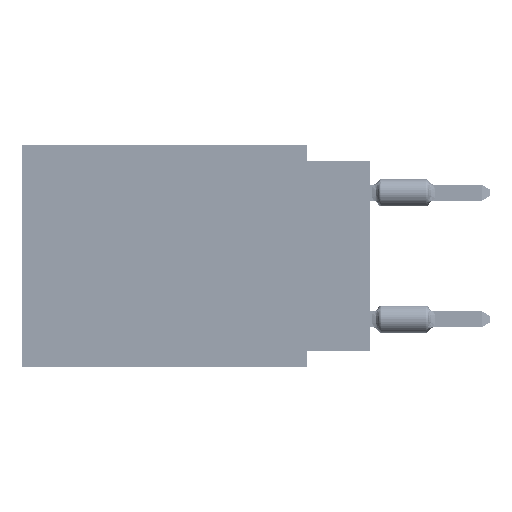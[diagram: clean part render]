
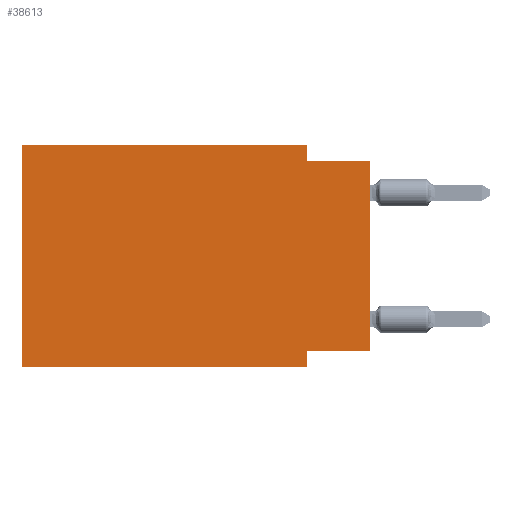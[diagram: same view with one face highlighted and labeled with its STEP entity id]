
A CAD part, left-side view. The second image highlights one B-rep face of the part: STEP entity #38613.
In plain terms, the highlighted planar face has unit normal (-1, 0, 0).
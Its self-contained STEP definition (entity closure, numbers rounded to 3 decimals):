
#502 = AXIS2_PLACEMENT_3D ( 'NONE', #50653, #24366, #33808 ) ;
#561 = LINE ( 'NONE', #19733, #1202 ) ;
#977 = EDGE_CURVE ( 'NONE', #13110, #22462, #10976, .T. ) ;
#1004 = CARTESIAN_POINT ( 'NONE',  ( 0., 2.54, 0. ) ) ;
#1202 = VECTOR ( 'NONE', #19132, 1000. ) ;
#2149 = CARTESIAN_POINT ( 'NONE',  ( 0., 0., -0.635 ) ) ;
#4059 = EDGE_LOOP ( 'NONE', ( #20662, #20831, #35397, #47311, #48409, #40778, #28212, #8991 ) ) ;
#4488 = VECTOR ( 'NONE', #8685, 1000. ) ;
#5808 = FACE_OUTER_BOUND ( 'NONE', #4059, .T. ) ;
#8685 = DIRECTION ( 'NONE',  ( 0., -1., 0. ) ) ;
#8991 = ORIENTED_EDGE ( 'NONE', *, *, #31618, .F. ) ;
#9132 = DIRECTION ( 'NONE',  ( 0., 0., -1. ) ) ;
#10976 = LINE ( 'NONE', #2149, #24484 ) ;
#12232 = CARTESIAN_POINT ( 'NONE',  ( 0., 13.97, -8.89 ) ) ;
#12529 = EDGE_CURVE ( 'NONE', #33079, #25948, #44791, .T. ) ;
#13110 = VERTEX_POINT ( 'NONE', #27879 ) ;
#15346 = CARTESIAN_POINT ( 'NONE',  ( 0., 0., -8.255 ) ) ;
#15787 = VECTOR ( 'NONE', #53639, 1000. ) ;
#16193 = DIRECTION ( 'NONE',  ( 0., 1., 0. ) ) ;
#16247 = CARTESIAN_POINT ( 'NONE',  ( 0., 2.54, -8.255 ) ) ;
#17833 = EDGE_CURVE ( 'NONE', #33079, #40854, #47056, .T. ) ;
#19132 = DIRECTION ( 'NONE',  ( 0., 0., 1. ) ) ;
#19733 = CARTESIAN_POINT ( 'NONE',  ( 0., 0., 0. ) ) ;
#20645 = EDGE_CURVE ( 'NONE', #25948, #55982, #37600, .T. ) ;
#20662 = ORIENTED_EDGE ( 'NONE', *, *, #27849, .T. ) ;
#20831 = ORIENTED_EDGE ( 'NONE', *, *, #977, .F. ) ;
#22462 = VERTEX_POINT ( 'NONE', #57012 ) ;
#23089 = EDGE_CURVE ( 'NONE', #59075, #40854, #59038, .T. ) ;
#24366 = DIRECTION ( 'NONE',  ( 1., 0., 0. ) ) ;
#24484 = VECTOR ( 'NONE', #34087, 1000. ) ;
#25308 = LINE ( 'NONE', #25623, #53054 ) ;
#25623 = CARTESIAN_POINT ( 'NONE',  ( 0., 0., -8.255 ) ) ;
#25948 = VERTEX_POINT ( 'NONE', #49067 ) ;
#27244 = CARTESIAN_POINT ( 'NONE',  ( 0., 13.97, 0. ) ) ;
#27598 = CARTESIAN_POINT ( 'NONE',  ( 0., 13.97, -8.89 ) ) ;
#27659 = CARTESIAN_POINT ( 'NONE',  ( 0., 2.54, -8.89 ) ) ;
#27849 = EDGE_CURVE ( 'NONE', #40418, #22462, #561, .T. ) ;
#27879 = CARTESIAN_POINT ( 'NONE',  ( 0., 2.54, -0.635 ) ) ;
#28212 = ORIENTED_EDGE ( 'NONE', *, *, #23089, .F. ) ;
#31360 = LINE ( 'NONE', #55381, #34107 ) ;
#31395 = CARTESIAN_POINT ( 'NONE',  ( 0., 13.97, 0. ) ) ;
#31618 = EDGE_CURVE ( 'NONE', #40418, #59075, #25308, .T. ) ;
#33079 = VERTEX_POINT ( 'NONE', #12232 ) ;
#33236 = CARTESIAN_POINT ( 'NONE',  ( 0., 2.54, -8.89 ) ) ;
#33808 = DIRECTION ( 'NONE',  ( 0., 0., -1. ) ) ;
#34087 = DIRECTION ( 'NONE',  ( 0., -1., 0. ) ) ;
#34107 = VECTOR ( 'NONE', #9132, 1000. ) ;
#35397 = ORIENTED_EDGE ( 'NONE', *, *, #51018, .F. ) ;
#35655 = VECTOR ( 'NONE', #55597, 1000. ) ;
#36938 = PLANE ( 'NONE',  #502 ) ;
#37600 = LINE ( 'NONE', #27244, #4488 ) ;
#38613 = ADVANCED_FACE ( 'NONE', ( #5808 ), #36938, .F. ) ;
#40418 = VERTEX_POINT ( 'NONE', #15346 ) ;
#40739 = DIRECTION ( 'NONE',  ( 0., 0., -1. ) ) ;
#40778 = ORIENTED_EDGE ( 'NONE', *, *, #17833, .T. ) ;
#40854 = VERTEX_POINT ( 'NONE', #33236 ) ;
#44791 = LINE ( 'NONE', #31395, #15787 ) ;
#47056 = LINE ( 'NONE', #27598, #35655 ) ;
#47311 = ORIENTED_EDGE ( 'NONE', *, *, #20645, .F. ) ;
#48409 = ORIENTED_EDGE ( 'NONE', *, *, #12529, .F. ) ;
#49067 = CARTESIAN_POINT ( 'NONE',  ( 0., 13.97, 0. ) ) ;
#50396 = VECTOR ( 'NONE', #40739, 1000. ) ;
#50653 = CARTESIAN_POINT ( 'NONE',  ( 0., 13.97, 0. ) ) ;
#51018 = EDGE_CURVE ( 'NONE', #55982, #13110, #31360, .T. ) ;
#53054 = VECTOR ( 'NONE', #16193, 1000. ) ;
#53639 = DIRECTION ( 'NONE',  ( 0., 0., 1. ) ) ;
#55381 = CARTESIAN_POINT ( 'NONE',  ( 0., 2.54, 0. ) ) ;
#55597 = DIRECTION ( 'NONE',  ( 0., -1., 0. ) ) ;
#55982 = VERTEX_POINT ( 'NONE', #1004 ) ;
#57012 = CARTESIAN_POINT ( 'NONE',  ( 0., 0., -0.635 ) ) ;
#59038 = LINE ( 'NONE', #27659, #50396 ) ;
#59075 = VERTEX_POINT ( 'NONE', #16247 ) ;
